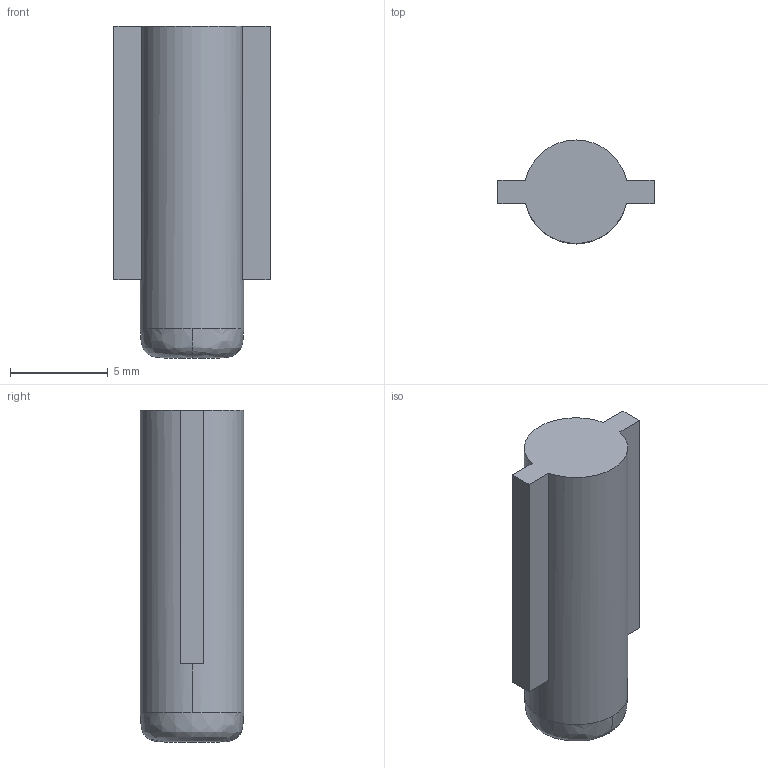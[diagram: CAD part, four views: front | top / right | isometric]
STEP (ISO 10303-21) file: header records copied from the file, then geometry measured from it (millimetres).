
FILE_DESCRIPTION (( 'STEP AP214' ), '1' );
FILE_NAME ('偌聽3X2.STEP', '2024-06-27T15:36:08', ( '' ), ( '' ), 'SwSTEP 2.0', 'SolidWorks 2019', '' );
FILE_SCHEMA (( 'AUTOMOTIVE_DESIGN' ));
Length unit declared in the file: millimetre
Products named in the file (1): 偌聽3X2
Bounding box: 8 x 5.3 x 17 mm (x, y, z)
Volume: 414.4 mm3; surface area: 399.6 mm2
Topology: 1 solids, 1 shells, 14 faces, 36 edges, 24 vertices
Faces by surface type: plane 10, bspline 2, cylinder 2
Entity records: 490 total; most frequent: CARTESIAN_POINT 111, ORIENTED_EDGE 72, DIRECTION 72, EDGE_CURVE 36, AXIS2_PLACEMENT_3D 25, VERTEX_POINT 24, LINE 22, VECTOR 22
